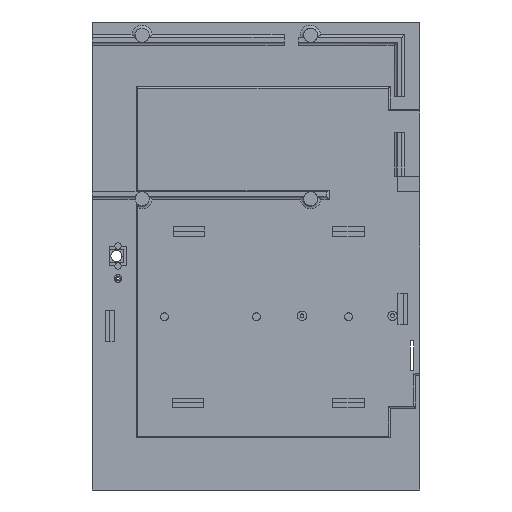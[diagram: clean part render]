
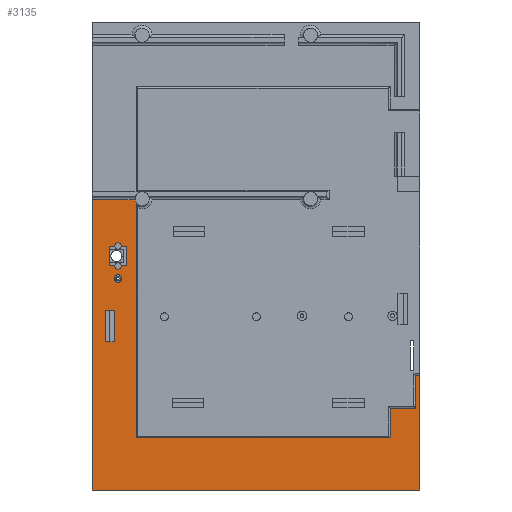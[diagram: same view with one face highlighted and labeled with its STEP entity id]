
A CAD part, front view. The second image highlights one B-rep face of the part: STEP entity #3135.
In plain terms, the highlighted planar face has unit normal (0, -1, 0).
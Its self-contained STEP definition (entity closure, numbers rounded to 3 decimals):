
#48=FACE_BOUND('',#562,.T.);
#49=FACE_BOUND('',#563,.T.);
#50=FACE_BOUND('',#564,.T.);
#100=CIRCLE('',#3298,4.5);
#113=CIRCLE('',#3395,2.5);
#114=CIRCLE('',#3398,2.);
#115=CIRCLE('',#3399,2.);
#202=PLANE('',#3397);
#366=FACE_OUTER_BOUND('',#561,.T.);
#561=EDGE_LOOP('',(#2659,#2660,#2661,#2662,#2663,#2664,#2665,#2666,#2667,
#2668,#2669));
#562=EDGE_LOOP('',(#2670,#2671,#2672,#2673));
#563=EDGE_LOOP('',(#2674,#2675,#2676,#2677,#2678,#2679,#2680,#2681,#2682,
#2683));
#564=EDGE_LOOP('',(#2684));
#732=LINE('',#4795,#1075);
#801=LINE('',#5219,#1144);
#804=LINE('',#5224,#1147);
#806=LINE('',#5228,#1149);
#808=LINE('',#5231,#1151);
#855=LINE('',#5336,#1198);
#876=LINE('',#5386,#1219);
#877=LINE('',#5390,#1220);
#878=LINE('',#5394,#1221);
#879=LINE('',#5398,#1222);
#880=LINE('',#5402,#1223);
#881=LINE('',#5405,#1224);
#884=LINE('',#5421,#1227);
#885=LINE('',#5422,#1228);
#886=LINE('',#5427,#1229);
#887=LINE('',#5429,#1230);
#888=LINE('',#5431,#1231);
#889=LINE('',#5433,#1232);
#890=LINE('',#5435,#1233);
#891=LINE('',#5439,#1234);
#892=LINE('',#5441,#1235);
#893=LINE('',#5442,#1236);
#1075=VECTOR('',#3688,10.);
#1144=VECTOR('',#3839,10.);
#1147=VECTOR('',#3844,10.);
#1149=VECTOR('',#3848,10.);
#1151=VECTOR('',#3852,10.);
#1198=VECTOR('',#3977,10.);
#1219=VECTOR('',#4030,10.);
#1220=VECTOR('',#4035,10.);
#1221=VECTOR('',#4040,10.);
#1222=VECTOR('',#4045,10.);
#1223=VECTOR('',#4050,10.);
#1224=VECTOR('',#4055,10.);
#1227=VECTOR('',#4074,10.);
#1228=VECTOR('',#4075,10.);
#1229=VECTOR('',#4078,10.);
#1230=VECTOR('',#4079,10.);
#1231=VECTOR('',#4080,10.);
#1232=VECTOR('',#4081,10.);
#1233=VECTOR('',#4082,10.);
#1234=VECTOR('',#4085,10.);
#1235=VECTOR('',#4086,10.);
#1236=VECTOR('',#4087,10.);
#1457=VERTEX_POINT('',#4780);
#1459=VERTEX_POINT('',#4793);
#1475=VERTEX_POINT('',#4974);
#1527=VERTEX_POINT('',#5217);
#1528=VERTEX_POINT('',#5218);
#1529=VERTEX_POINT('',#5223);
#1530=VERTEX_POINT('',#5227);
#1548=VERTEX_POINT('',#5333);
#1549=VERTEX_POINT('',#5335);
#1562=VERTEX_POINT('',#5385);
#1563=VERTEX_POINT('',#5389);
#1564=VERTEX_POINT('',#5393);
#1565=VERTEX_POINT('',#5397);
#1566=VERTEX_POINT('',#5401);
#1570=VERTEX_POINT('',#5415);
#1571=VERTEX_POINT('',#5420);
#1572=VERTEX_POINT('',#5423);
#1573=VERTEX_POINT('',#5424);
#1574=VERTEX_POINT('',#5426);
#1575=VERTEX_POINT('',#5428);
#1576=VERTEX_POINT('',#5430);
#1577=VERTEX_POINT('',#5432);
#1578=VERTEX_POINT('',#5434);
#1579=VERTEX_POINT('',#5436);
#1580=VERTEX_POINT('',#5438);
#1581=VERTEX_POINT('',#5440);
#1773=EDGE_CURVE('',#1459,#1457,#732,.T.);
#1798=EDGE_CURVE('',#1475,#1457,#100,.T.);
#1865=EDGE_CURVE('',#1527,#1528,#801,.T.);
#1868=EDGE_CURVE('',#1529,#1527,#804,.T.);
#1870=EDGE_CURVE('',#1528,#1530,#806,.T.);
#1872=EDGE_CURVE('',#1530,#1529,#808,.T.);
#1923=EDGE_CURVE('',#1549,#1548,#855,.T.);
#1949=EDGE_CURVE('',#1562,#1548,#876,.T.);
#1951=EDGE_CURVE('',#1563,#1562,#877,.T.);
#1953=EDGE_CURVE('',#1564,#1563,#878,.T.);
#1955=EDGE_CURVE('',#1565,#1564,#879,.T.);
#1957=EDGE_CURVE('',#1566,#1565,#880,.T.);
#1959=EDGE_CURVE('',#1475,#1566,#881,.T.);
#1965=EDGE_CURVE('',#1570,#1570,#113,.T.);
#1966=EDGE_CURVE('',#1459,#1571,#884,.T.);
#1967=EDGE_CURVE('',#1571,#1549,#885,.T.);
#1968=EDGE_CURVE('',#1572,#1573,#114,.T.);
#1969=EDGE_CURVE('',#1573,#1574,#886,.T.);
#1970=EDGE_CURVE('',#1574,#1575,#887,.T.);
#1971=EDGE_CURVE('',#1575,#1576,#888,.T.);
#1972=EDGE_CURVE('',#1576,#1577,#889,.T.);
#1973=EDGE_CURVE('',#1577,#1578,#890,.T.);
#1974=EDGE_CURVE('',#1578,#1579,#115,.T.);
#1975=EDGE_CURVE('',#1579,#1580,#891,.T.);
#1976=EDGE_CURVE('',#1580,#1581,#892,.T.);
#1977=EDGE_CURVE('',#1581,#1572,#893,.T.);
#2659=ORIENTED_EDGE('',*,*,#1773,.F.);
#2660=ORIENTED_EDGE('',*,*,#1966,.T.);
#2661=ORIENTED_EDGE('',*,*,#1967,.T.);
#2662=ORIENTED_EDGE('',*,*,#1923,.T.);
#2663=ORIENTED_EDGE('',*,*,#1949,.F.);
#2664=ORIENTED_EDGE('',*,*,#1951,.F.);
#2665=ORIENTED_EDGE('',*,*,#1953,.F.);
#2666=ORIENTED_EDGE('',*,*,#1955,.F.);
#2667=ORIENTED_EDGE('',*,*,#1957,.F.);
#2668=ORIENTED_EDGE('',*,*,#1959,.F.);
#2669=ORIENTED_EDGE('',*,*,#1798,.T.);
#2670=ORIENTED_EDGE('',*,*,#1868,.T.);
#2671=ORIENTED_EDGE('',*,*,#1865,.T.);
#2672=ORIENTED_EDGE('',*,*,#1870,.T.);
#2673=ORIENTED_EDGE('',*,*,#1872,.T.);
#2674=ORIENTED_EDGE('',*,*,#1968,.T.);
#2675=ORIENTED_EDGE('',*,*,#1969,.T.);
#2676=ORIENTED_EDGE('',*,*,#1970,.T.);
#2677=ORIENTED_EDGE('',*,*,#1971,.T.);
#2678=ORIENTED_EDGE('',*,*,#1972,.T.);
#2679=ORIENTED_EDGE('',*,*,#1973,.T.);
#2680=ORIENTED_EDGE('',*,*,#1974,.T.);
#2681=ORIENTED_EDGE('',*,*,#1975,.T.);
#2682=ORIENTED_EDGE('',*,*,#1976,.T.);
#2683=ORIENTED_EDGE('',*,*,#1977,.T.);
#2684=ORIENTED_EDGE('',*,*,#1965,.T.);
#3135=ADVANCED_FACE('',(#366,#48,#49,#50),#202,.F.);
#3298=AXIS2_PLACEMENT_3D('',#4975,#3732,#3733);
#3395=AXIS2_PLACEMENT_3D('',#5417,#4068,#4069);
#3397=AXIS2_PLACEMENT_3D('',#5419,#4072,#4073);
#3398=AXIS2_PLACEMENT_3D('',#5425,#4076,#4077);
#3399=AXIS2_PLACEMENT_3D('',#5437,#4083,#4084);
#3688=DIRECTION('',(1.,0.,0.));
#3732=DIRECTION('center_axis',(0.,1.,0.));
#3733=DIRECTION('ref_axis',(-1.,0.,0.));
#3839=DIRECTION('',(1.,0.,0.));
#3844=DIRECTION('',(0.,0.,1.));
#3848=DIRECTION('',(0.,0.,-1.));
#3852=DIRECTION('',(-1.,0.,0.));
#3977=DIRECTION('',(0.,0.,1.));
#4030=DIRECTION('',(1.,0.,0.));
#4035=DIRECTION('',(0.,0.,1.));
#4040=DIRECTION('',(1.,0.,0.));
#4045=DIRECTION('',(0.,0.,1.));
#4050=DIRECTION('',(1.,0.,0.));
#4055=DIRECTION('',(0.,0.,-1.));
#4068=DIRECTION('center_axis',(0.,1.,0.));
#4069=DIRECTION('ref_axis',(-1.,0.,0.));
#4072=DIRECTION('center_axis',(0.,1.,0.));
#4073=DIRECTION('ref_axis',(0.,0.,1.));
#4074=DIRECTION('',(0.,0.,-1.));
#4075=DIRECTION('',(1.,0.,0.));
#4076=DIRECTION('center_axis',(0.,1.,0.));
#4077=DIRECTION('ref_axis',(-1.,0.,0.));
#4078=DIRECTION('',(-1.,0.,0.));
#4079=DIRECTION('',(0.,0.,1.));
#4080=DIRECTION('',(0.,0.,1.));
#4081=DIRECTION('',(0.,0.,1.));
#4082=DIRECTION('',(1.,0.,0.));
#4083=DIRECTION('center_axis',(0.,1.,0.));
#4084=DIRECTION('ref_axis',(-1.,0.,0.));
#4085=DIRECTION('',(1.,0.,0.));
#4086=DIRECTION('',(0.,0.,-1.));
#4087=DIRECTION('',(-1.,0.,0.));
#4780=CARTESIAN_POINT('',(-182.472,0.,-113.8));
#4793=CARTESIAN_POINT('',(-210.,0.,-113.8));
#4795=CARTESIAN_POINT('',(-157.5,0.,-113.8));
#4974=CARTESIAN_POINT('',(-181.913,0.,-115.523));
#4975=CARTESIAN_POINT('Origin',(-178.,0.,-113.3));
#5217=CARTESIAN_POINT('',(-201.7,0.,-185.));
#5218=CARTESIAN_POINT('',(-195.7,0.,-185.));
#5219=CARTESIAN_POINT('',(-150.35,0.,-185.));
#5223=CARTESIAN_POINT('',(-201.7,0.,-205.));
#5224=CARTESIAN_POINT('',(-201.7,0.,-167.5));
#5227=CARTESIAN_POINT('',(-195.7,0.,-205.));
#5228=CARTESIAN_POINT('',(-195.7,0.,-177.5));
#5231=CARTESIAN_POINT('',(-153.35,0.,-205.));
#5333=CARTESIAN_POINT('',(0.,0.,-226.4));
#5335=CARTESIAN_POINT('',(0.,0.,-300.));
#5336=CARTESIAN_POINT('',(0.,0.,-300.));
#5385=CARTESIAN_POINT('',(-2.788,0.,-226.4));
#5386=CARTESIAN_POINT('',(-54.394,0.,-226.4));
#5389=CARTESIAN_POINT('',(-2.788,0.,-247.55));
#5390=CARTESIAN_POINT('',(-2.788,0.,-198.275));
#5393=CARTESIAN_POINT('',(-19.088,0.,-247.55));
#5394=CARTESIAN_POINT('',(-62.544,0.,-247.55));
#5397=CARTESIAN_POINT('',(-19.088,0.,-266.6));
#5398=CARTESIAN_POINT('',(-19.088,0.,-207.8));
#5401=CARTESIAN_POINT('',(-181.913,0.,-266.6));
#5402=CARTESIAN_POINT('',(-142.956,0.,-266.6));
#5405=CARTESIAN_POINT('',(-181.913,0.,-96.2));
#5415=CARTESIAN_POINT('',(-190.956,0.,-164.4));
#5417=CARTESIAN_POINT('Origin',(-193.456,0.,-164.4));
#5419=CARTESIAN_POINT('Origin',(-105.,0.,-150.));
#5420=CARTESIAN_POINT('',(-210.,0.,-300.));
#5421=CARTESIAN_POINT('',(-210.,0.,0.));
#5422=CARTESIAN_POINT('',(-210.,0.,-300.));
#5423=CARTESIAN_POINT('',(-191.456,0.,-156.4));
#5424=CARTESIAN_POINT('',(-195.456,0.,-156.4));
#5425=CARTESIAN_POINT('Origin',(-193.456,0.,-156.4));
#5426=CARTESIAN_POINT('',(-198.856,0.,-156.4));
#5427=CARTESIAN_POINT('',(-151.928,0.,-156.4));
#5428=CARTESIAN_POINT('',(-198.856,0.,-154.4));
#5429=CARTESIAN_POINT('',(-198.856,0.,-152.2));
#5430=CARTESIAN_POINT('',(-198.856,0.,-145.6));
#5431=CARTESIAN_POINT('',(-198.856,0.,-152.2));
#5432=CARTESIAN_POINT('',(-198.856,0.,-143.6));
#5433=CARTESIAN_POINT('',(-198.856,0.,-146.8));
#5434=CARTESIAN_POINT('',(-195.456,0.,-143.6));
#5435=CARTESIAN_POINT('',(-146.528,0.,-143.6));
#5436=CARTESIAN_POINT('',(-191.456,0.,-143.6));
#5437=CARTESIAN_POINT('Origin',(-193.456,0.,-143.6));
#5438=CARTESIAN_POINT('',(-188.056,0.,-143.6));
#5439=CARTESIAN_POINT('',(-146.528,0.,-143.6));
#5440=CARTESIAN_POINT('',(-188.056,0.,-156.4));
#5441=CARTESIAN_POINT('',(-188.056,0.,-152.2));
#5442=CARTESIAN_POINT('',(-151.928,0.,-156.4));
